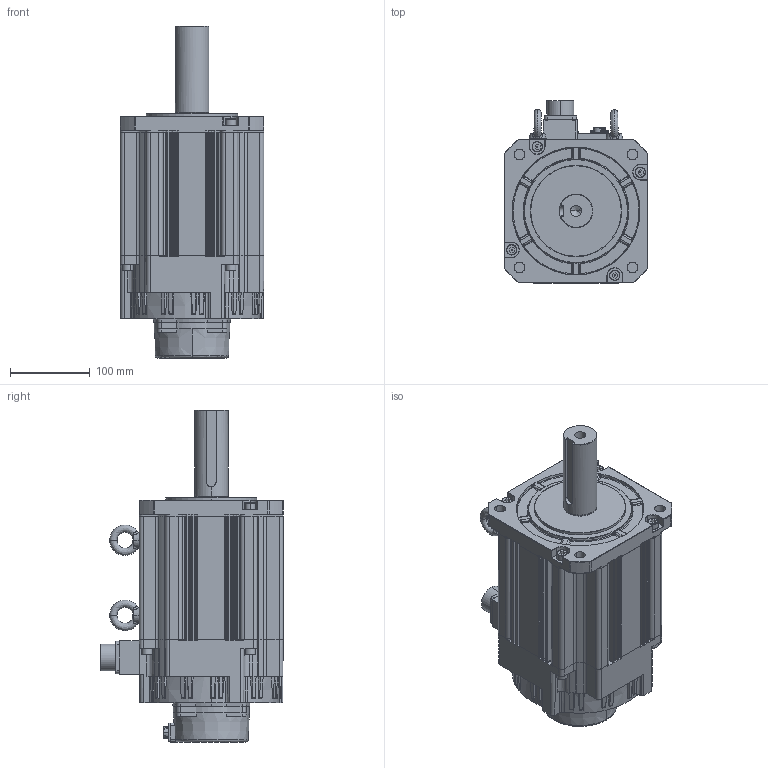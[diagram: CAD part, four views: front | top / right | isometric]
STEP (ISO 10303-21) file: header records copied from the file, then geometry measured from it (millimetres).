
FILE_DESCRIPTION (( 'STEP AP203' ), '1' );
FILE_NAME ('SV-X6MM750A-B4LD.STEP', '2021-05-13T01:25:58', ( 'China' ), ( 'Microsoft' ), 'SwSTEP 2.0', 'SolidWorks 2016', '' );
FILE_SCHEMA (( 'CONFIG_CONTROL_DESIGN' ));
Products named in the file (1): SV-X6MM750A-B4LD
Bounding box: 180 x 228.25 x 415.5 mm (x, y, z)
Volume: 7554999.5 mm3; surface area: 326465.3 mm2
Topology: 1 solids, 1 shells, 1830 faces, 4815 edges, 3006 vertices
Faces by surface type: plane 703, cylinder 623, cone 248, bspline 154, torus 78, sphere 24
Entity records: 68264 total; most frequent: CARTESIAN_POINT 24775, ORIENTED_EDGE 9562, DIRECTION 8713, EDGE_CURVE 4781, AXIS2_PLACEMENT_3D 3260, VERTEX_POINT 2998, VECTOR 2193, LINE 2193
